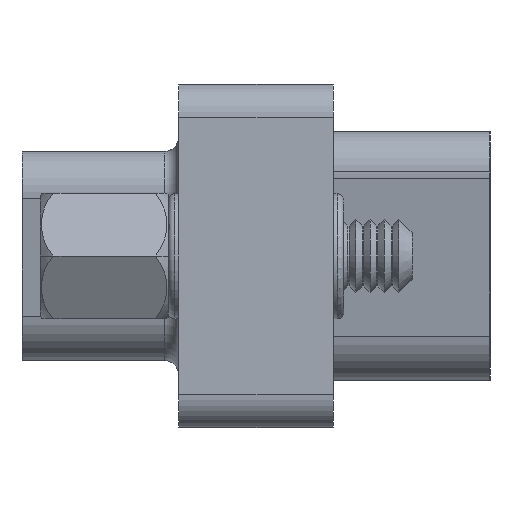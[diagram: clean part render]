
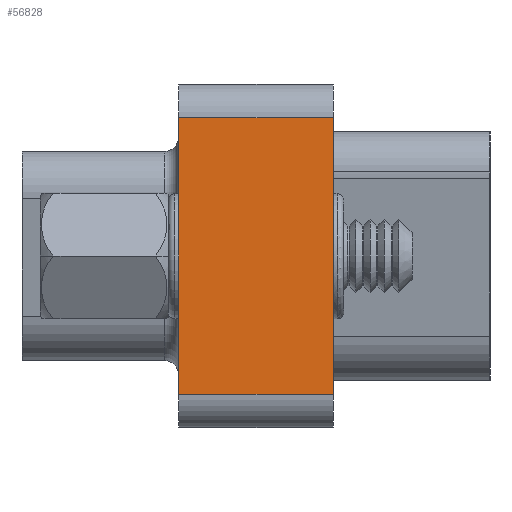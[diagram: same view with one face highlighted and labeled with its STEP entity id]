
A CAD part, left-side view. The second image highlights one B-rep face of the part: STEP entity #56828.
In plain terms, the highlighted planar face has unit normal (-1, 0, 0).
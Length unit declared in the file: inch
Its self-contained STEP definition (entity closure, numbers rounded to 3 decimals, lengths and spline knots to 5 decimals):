
#3860 = EDGE_CURVE ( 'NONE', #37083, #39335, #36223, .T. ) ;
#5272 = VERTEX_POINT ( 'NONE', #37625 ) ;
#6939 = LINE ( 'NONE', #14802, #42665 ) ;
#7655 = CARTESIAN_POINT ( 'NONE',  ( -1.38, -0.115, 0.205 ) ) ;
#9006 = CARTESIAN_POINT ( 'NONE',  ( -1.38, 0.115, 0.205 ) ) ;
#10377 = PLANE ( 'NONE',  #53935 ) ;
#11987 = CARTESIAN_POINT ( 'NONE',  ( -1.38, -0.115, 0.255 ) ) ;
#12046 = LINE ( 'NONE', #12475, #60236 ) ;
#12316 = LINE ( 'NONE', #11987, #35558 ) ;
#12475 = CARTESIAN_POINT ( 'NONE',  ( -1.38, 0.115, -0.205 ) ) ;
#12858 = VERTEX_POINT ( 'NONE', #34897 ) ;
#14802 = CARTESIAN_POINT ( 'NONE',  ( -1.38, 0.115, 0.255 ) ) ;
#26268 = DIRECTION ( 'NONE',  ( 0., -1., 0. ) ) ;
#34897 = CARTESIAN_POINT ( 'NONE',  ( -1.38, 0.115, -0.205 ) ) ;
#35156 = DIRECTION ( 'NONE',  ( 0., 0., 1. ) ) ;
#35332 = EDGE_CURVE ( 'NONE', #12858, #5272, #12046, .T. ) ;
#35558 = VECTOR ( 'NONE', #35156, 39.37008 ) ;
#36223 = LINE ( 'NONE', #9006, #51635 ) ;
#36673 = DIRECTION ( 'NONE',  ( 0., 1., 0. ) ) ;
#37083 = VERTEX_POINT ( 'NONE', #7655 ) ;
#37625 = CARTESIAN_POINT ( 'NONE',  ( -1.38, -0.115, -0.205 ) ) ;
#38204 = ORIENTED_EDGE ( 'NONE', *, *, #35332, .T. ) ;
#39335 = VERTEX_POINT ( 'NONE', #48087 ) ;
#41210 = ORIENTED_EDGE ( 'NONE', *, *, #58800, .T. ) ;
#41923 = FACE_OUTER_BOUND ( 'NONE', #47758, .T. ) ;
#42108 = ORIENTED_EDGE ( 'NONE', *, *, #48937, .F. ) ;
#42405 = CARTESIAN_POINT ( 'NONE',  ( -1.38, 0.115, 0.255 ) ) ;
#42665 = VECTOR ( 'NONE', #47331, 39.37008 ) ;
#47331 = DIRECTION ( 'NONE',  ( 0., 0., 1. ) ) ;
#47758 = EDGE_LOOP ( 'NONE', ( #41210, #54691, #42108, #38204 ) ) ;
#48087 = CARTESIAN_POINT ( 'NONE',  ( -1.38, 0.115, 0.205 ) ) ;
#48937 = EDGE_CURVE ( 'NONE', #12858, #39335, #6939, .T. ) ;
#51635 = VECTOR ( 'NONE', #36673, 39.37008 ) ;
#53935 = AXIS2_PLACEMENT_3D ( 'NONE', #42405, #56526, #56717 ) ;
#54691 = ORIENTED_EDGE ( 'NONE', *, *, #3860, .T. ) ;
#56526 = DIRECTION ( 'NONE',  ( 1., 0., 0. ) ) ;
#56717 = DIRECTION ( 'NONE',  ( 0., 0., -1. ) ) ;
#56828 = ADVANCED_FACE ( 'NONE', ( #41923 ), #10377, .F. ) ;
#58800 = EDGE_CURVE ( 'NONE', #5272, #37083, #12316, .T. ) ;
#60236 = VECTOR ( 'NONE', #26268, 39.37008 ) ;
